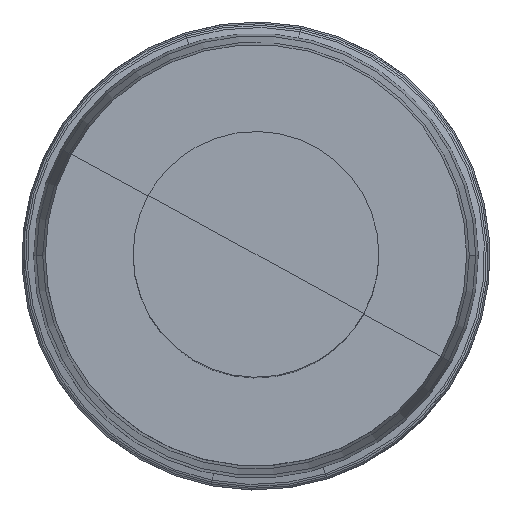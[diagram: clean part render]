
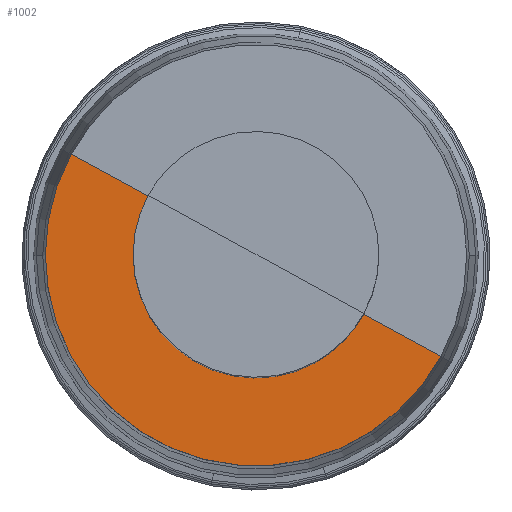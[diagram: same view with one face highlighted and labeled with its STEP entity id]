
A CAD part, top view. The second image highlights one B-rep face of the part: STEP entity #1002.
In plain terms, the highlighted planar face has unit normal (0, 0, 1).
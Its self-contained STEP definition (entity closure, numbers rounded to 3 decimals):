
#288=DIRECTION('',(0.878,-0.479,0.));
#289=VECTOR('',#288,3.75);
#290=CARTESIAN_POINT('',(-7.898,4.315,30.));
#291=LINE('',#290,#289);
#311=CARTESIAN_POINT('',(0.,0.,30.));
#312=DIRECTION('',(0.,0.,-1.));
#313=DIRECTION('',(-1.,0.,0.));
#314=AXIS2_PLACEMENT_3D('',#311,#312,#313);
#319=CARTESIAN_POINT('',(0.,0.,30.));
#320=DIRECTION('',(0.,0.,-1.));
#321=DIRECTION('',(0.479,-0.878,0.));
#322=AXIS2_PLACEMENT_3D('',#319,#320,#321);
#327=CARTESIAN_POINT('',(0.,0.,30.));
#328=DIRECTION('',(0.,0.,-1.));
#329=DIRECTION('',(0.878,-0.479,0.));
#330=AXIS2_PLACEMENT_3D('',#327,#328,#329);
#335=DIRECTION('',(-0.878,0.479,0.));
#336=VECTOR('',#335,3.75);
#337=CARTESIAN_POINT('',(7.898,-4.315,30.));
#338=LINE('',#337,#336);
#342=CARTESIAN_POINT('',(0.,0.,30.));
#343=DIRECTION('',(0.,0.,1.));
#344=DIRECTION('',(-1.,0.,0.));
#345=AXIS2_PLACEMENT_3D('',#342,#343,#344);
#350=CARTESIAN_POINT('',(0.,0.,30.));
#351=DIRECTION('',(0.,0.,1.));
#352=DIRECTION('',(-0.878,0.479,0.));
#353=AXIS2_PLACEMENT_3D('',#350,#351,#352);
#878=CARTESIAN_POINT('',(7.898,-4.315,30.));
#879=CARTESIAN_POINT('',(4.607,-2.517,30.));
#880=VERTEX_POINT('',#878);
#881=VERTEX_POINT('',#879);
#884=CARTESIAN_POINT('',(-7.898,4.315,30.));
#885=VERTEX_POINT('',#884);
#886=CARTESIAN_POINT('',(-4.607,2.517,30.));
#887=VERTEX_POINT('',#886);
#892=CARTESIAN_POINT('',(-9.,0.,30.));
#893=VERTEX_POINT('',#892);
#894=CARTESIAN_POINT('',(2.517,-4.607,30.));
#895=VERTEX_POINT('',#894);
#896=CARTESIAN_POINT('',(-5.25,0.,30.));
#897=VERTEX_POINT('',#896);
#983=CARTESIAN_POINT('',(0.,6.521,30.));
#984=DIRECTION('',(0.,0.,1.));
#985=DIRECTION('',(1.,0.,0.));
#986=AXIS2_PLACEMENT_3D('',#983,#984,#985);
#987=PLANE('',#986);
#988=ORIENTED_EDGE('',*,*,#974,.T.);
#990=ORIENTED_EDGE('',*,*,#989,.F.);
#992=ORIENTED_EDGE('',*,*,#991,.F.);
#994=ORIENTED_EDGE('',*,*,#993,.F.);
#995=ORIENTED_EDGE('',*,*,#966,.F.);
#997=ORIENTED_EDGE('',*,*,#996,.F.);
#999=ORIENTED_EDGE('',*,*,#998,.F.);
#1000=EDGE_LOOP('',(#988,#990,#992,#994,#995,#997,#999));
#1001=FACE_OUTER_BOUND('',#1000,.F.);
#1002=ADVANCED_FACE('',(#1001),#987,.T.);
#315=CIRCLE('',#314,5.25);
#323=CIRCLE('',#322,5.25);
#331=CIRCLE('',#330,5.25);
#346=CIRCLE('',#345,9.);
#354=CIRCLE('',#353,9.);
#966=EDGE_CURVE('',#880,#881,#338,.T.);
#974=EDGE_CURVE('',#885,#887,#291,.T.);
#989=EDGE_CURVE('',#897,#887,#315,.T.);
#991=EDGE_CURVE('',#895,#897,#323,.T.);
#993=EDGE_CURVE('',#881,#895,#331,.T.);
#996=EDGE_CURVE('',#893,#880,#346,.T.);
#998=EDGE_CURVE('',#885,#893,#354,.T.);
